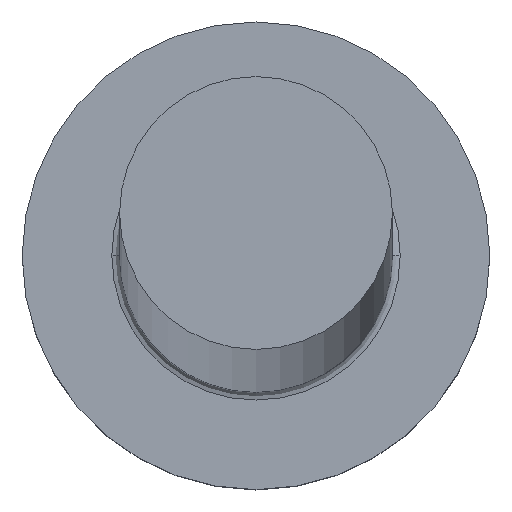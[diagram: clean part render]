
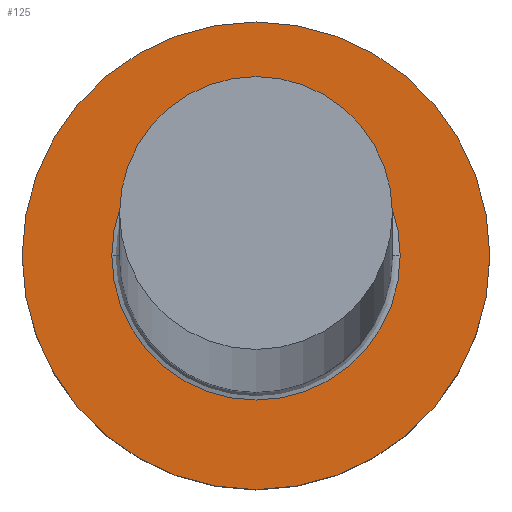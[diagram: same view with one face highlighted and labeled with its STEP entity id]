
A CAD part, top view. The second image highlights one B-rep face of the part: STEP entity #125.
In plain terms, the highlighted planar face has unit normal (0, 0, 1).
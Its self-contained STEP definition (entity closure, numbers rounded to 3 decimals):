
#8 = CARTESIAN_POINT ( 'NONE',  ( 0., 0., 5. ) ) ;
#24 = AXIS2_PLACEMENT_3D ( 'NONE', #8, #218, #146 ) ;
#27 = VERTEX_POINT ( 'NONE', #238 ) ;
#33 = DIRECTION ( 'NONE',  ( 0., 0., 1. ) ) ;
#35 = CIRCLE ( 'NONE', #48, 6. ) ;
#46 = EDGE_LOOP ( 'NONE', ( #155, #184 ) ) ;
#48 = AXIS2_PLACEMENT_3D ( 'NONE', #62, #33, #124 ) ;
#52 = CARTESIAN_POINT ( 'NONE',  ( 6., 0., 5. ) ) ;
#58 = DIRECTION ( 'NONE',  ( 1., 0., 0. ) ) ;
#62 = CARTESIAN_POINT ( 'NONE',  ( 0., 0., 5. ) ) ;
#80 = DIRECTION ( 'NONE',  ( 1., 0., 0. ) ) ;
#88 = VERTEX_POINT ( 'NONE', #115 ) ;
#99 = FACE_BOUND ( 'NONE', #274, .T. ) ;
#100 = CIRCLE ( 'NONE', #145, 3.7 ) ;
#105 = CARTESIAN_POINT ( 'NONE',  ( 0., 0., 5. ) ) ;
#115 = CARTESIAN_POINT ( 'NONE',  ( 3.7, 0., 5. ) ) ;
#124 = DIRECTION ( 'NONE',  ( 1., 0., 0. ) ) ;
#125 = ADVANCED_FACE ( 'NONE', ( #99, #233 ), #140, .T. ) ;
#128 = VERTEX_POINT ( 'NONE', #52 ) ;
#140 = PLANE ( 'NONE',  #163 ) ;
#143 = DIRECTION ( 'NONE',  ( 0., 0., -1. ) ) ;
#145 = AXIS2_PLACEMENT_3D ( 'NONE', #287, #143, #80 ) ;
#146 = DIRECTION ( 'NONE',  ( 1., 0., 0. ) ) ;
#150 = CIRCLE ( 'NONE', #24, 3.7 ) ;
#155 = ORIENTED_EDGE ( 'NONE', *, *, #187, .T. ) ;
#157 = ORIENTED_EDGE ( 'NONE', *, *, #204, .T. ) ;
#163 = AXIS2_PLACEMENT_3D ( 'NONE', #235, #208, #283 ) ;
#184 = ORIENTED_EDGE ( 'NONE', *, *, #271, .T. ) ;
#187 = EDGE_CURVE ( 'NONE', #27, #128, #35, .T. ) ;
#190 = EDGE_CURVE ( 'NONE', #88, #300, #100, .T. ) ;
#204 = EDGE_CURVE ( 'NONE', #300, #88, #150, .T. ) ;
#208 = DIRECTION ( 'NONE',  ( 0., 0., 1. ) ) ;
#214 = CARTESIAN_POINT ( 'NONE',  ( -3.7, 0., 5. ) ) ;
#218 = DIRECTION ( 'NONE',  ( 0., 0., -1. ) ) ;
#233 = FACE_OUTER_BOUND ( 'NONE', #46, .T. ) ;
#235 = CARTESIAN_POINT ( 'NONE',  ( 0., 0., 5. ) ) ;
#238 = CARTESIAN_POINT ( 'NONE',  ( -6., 0., 5. ) ) ;
#246 = ORIENTED_EDGE ( 'NONE', *, *, #190, .T. ) ;
#252 = CIRCLE ( 'NONE', #292, 6. ) ;
#262 = DIRECTION ( 'NONE',  ( 0., 0., 1. ) ) ;
#271 = EDGE_CURVE ( 'NONE', #128, #27, #252, .T. ) ;
#274 = EDGE_LOOP ( 'NONE', ( #246, #157 ) ) ;
#283 = DIRECTION ( 'NONE',  ( 1., 0., 0. ) ) ;
#287 = CARTESIAN_POINT ( 'NONE',  ( 0., 0., 5. ) ) ;
#292 = AXIS2_PLACEMENT_3D ( 'NONE', #105, #262, #58 ) ;
#300 = VERTEX_POINT ( 'NONE', #214 ) ;
